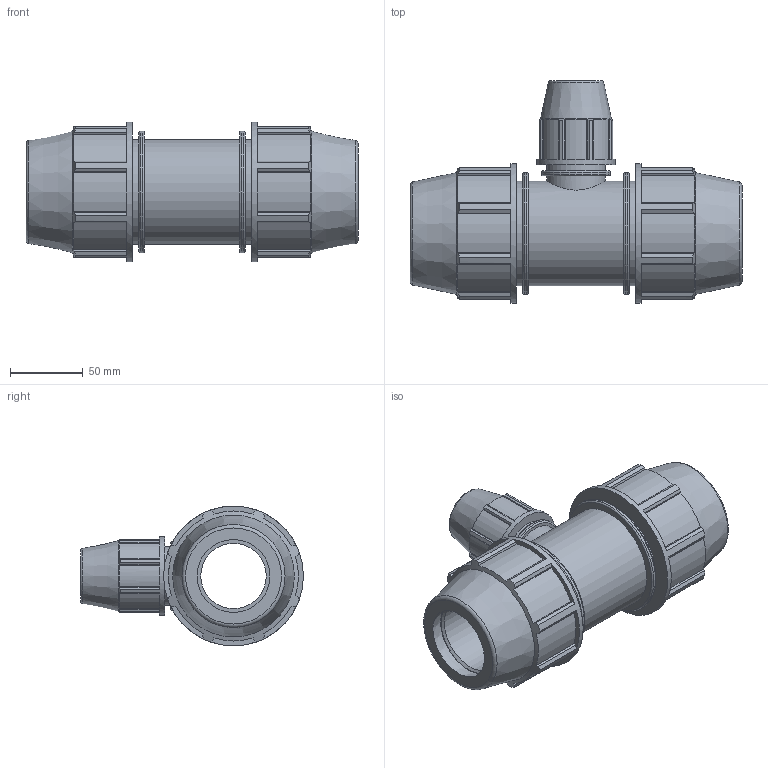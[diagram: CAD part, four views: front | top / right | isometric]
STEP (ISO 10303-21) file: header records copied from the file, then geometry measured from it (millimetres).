
FILE_DESCRIPTION(/* description */ ('PLASSON REDUCING TEE 50-25-50'),/* implementation_level */ '2;1');
FILE_NAME(/* name */ '073400050025_183400050025_0734060500250A.ipt.stp',/* time_stamp */ '2017-06-06T17:16:49+03:00',/* author */ ('Кирилл'),/* organization */ (''),/* preprocessor_version */ 'ST-DEVELOPER v15.6',/* originating_system */ 'Autodesk Inventor 2015',/* authorisation */ '');
FILE_SCHEMA (('AUTOMOTIVE_DESIGN { 1 0 10303 214 3 1 1 }'));
Length unit declared in the file: millimetre
Products named in the file (1): 073400050025_183400050025_0734060500250A
Bounding box: 228 x 153 x 96 mm (x, y, z)
Volume: 819511.9 mm3; surface area: 134012.4 mm2
Topology: 1 solids, 1 shells, 199 faces, 533 edges, 351 vertices
Faces by surface type: plane 138, cylinder 40, cone 12, torus 9
Full cylindrical faces by diameter (mm): 22.5 x1, 25 x1, 40.5 x2, 45 x1, 46.98 x1, 50 x2, 54 x1, 72 x3, 83.52 x2, 96 x2
Entity records: 6215 total; most frequent: CARTESIAN_POINT 1228, DIRECTION 982, ORIENTED_EDGE 970, EDGE_CURVE 485, AXIS2_PLACEMENT_3D 347, VERTEX_POINT 341, LINE 288, VECTOR 288
